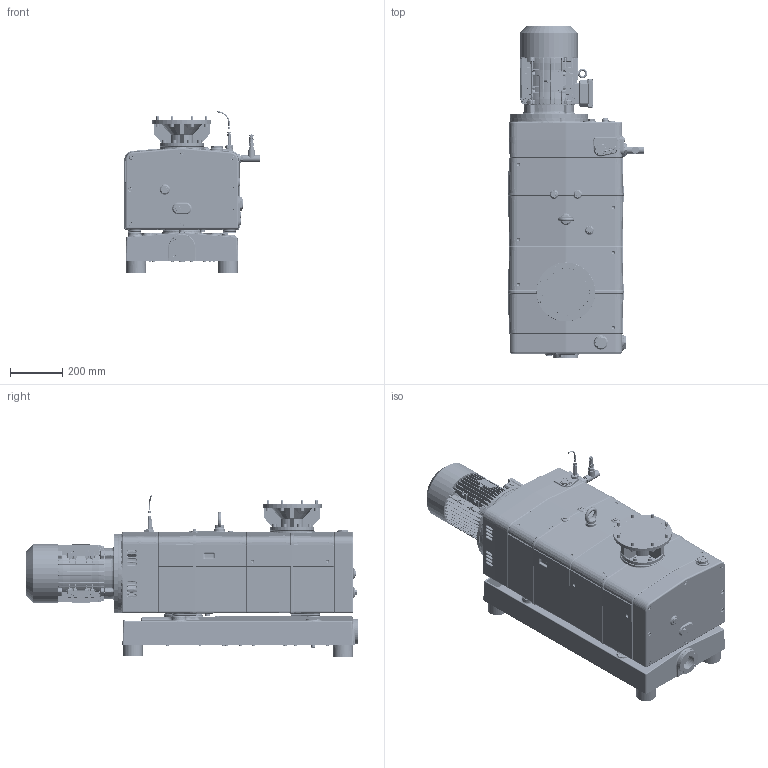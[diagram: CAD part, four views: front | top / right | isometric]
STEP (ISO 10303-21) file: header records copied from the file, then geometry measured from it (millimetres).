
FILE_DESCRIPTION(/* description */ (''),/* implementation_level */ '2;1');
FILE_NAME(/* name */ 'PU900060.stp',/* time_stamp */ '2020-05-28T09:00:41+02:00',/* author */ ('JOHLE'),/* organization */ (''),/* preprocessor_version */ 'ST-DEVELOPER v17',/* originating_system */ 'Autodesk Inventor 2018',/* authorisation */ '');
FILE_SCHEMA (('AUTOMOTIVE_DESIGN { 1 0 10303 214 3 1 1 }'));
Products named in the file (1): PU 900 060
Bounding box: 517 x 1265.2 x 615.28 mm (x, y, z)
Volume: 155011792.7 mm3; surface area: 3958052.8 mm2
Topology: 5 solids, 6 shells, 7014 faces, 17939 edges, 11060 vertices
Faces by surface type: plane 2561, cylinder 2097, bspline 1291, cone 541, torus 286, sphere 238
Full cylindrical faces by diameter (mm): 3.36 x1, 4 x5, 5 x1, 6 x4, 6.8 x8, 8 x4, 8.5 x16, 8.8 x1, 9 x1, 10 x44, 10.2 x8, 11.96 x4, 12 x5, 12.013 x1, 13 x9, 13.158 x1, 14 x3, 15 x13, 16 x25, 16.5 x1, 18 x5, 18.631 x3, 19 x4, 20 x1, 20.995 x2, 21.472 x1, 22 x5, 25 x1, 26.9 x1, 27 x4
Entity records: 273087 total; most frequent: CARTESIAN_POINT 109894, ORIENTED_EDGE 35560, DIRECTION 32806, EDGE_CURVE 17780, AXIS2_PLACEMENT_3D 12294, VERTEX_POINT 11064, LINE 8218, VECTOR 8218
